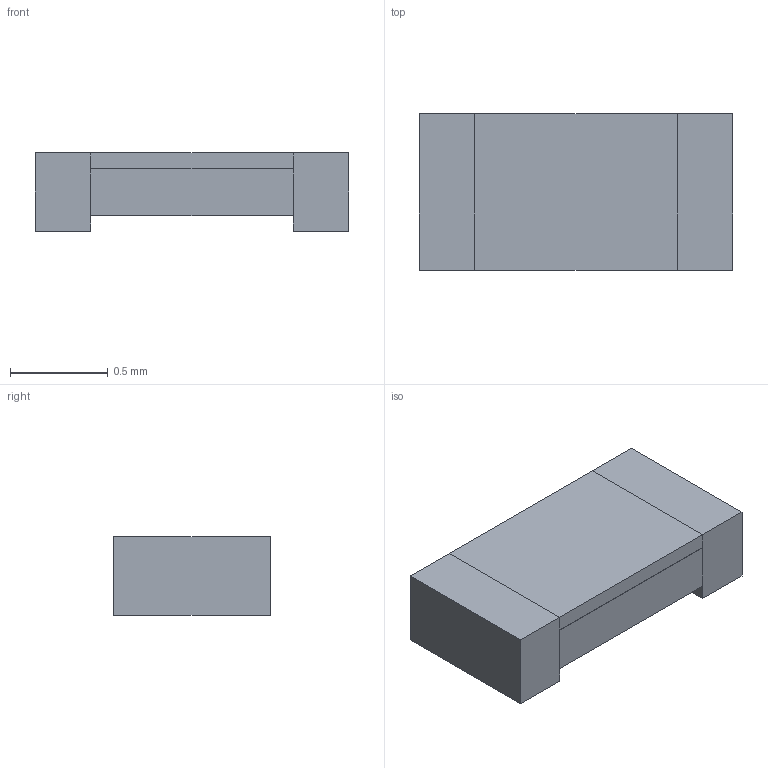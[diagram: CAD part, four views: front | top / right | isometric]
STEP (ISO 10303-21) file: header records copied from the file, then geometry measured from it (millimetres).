
FILE_DESCRIPTION(('FreeCAD Model'),'2;1');
FILE_NAME( 'res_0603.step', '2015-07-15T15:23:10',('Author'),('Robit'), 'Open CASCADE STEP processor 6.8','FreeCAD','Unknown');
FILE_SCHEMA(('AUTOMOTIVE_DESIGN_CC2 { 1 2 10303 214 -1 1 5 4 }'));
Length unit declared in the file: millimetre
Products named in the file (1): res_0603
Bounding box: 1.6 x 0.8 x 0.4 mm (x, y, z)
Volume: 0.4 mm3; surface area: 6.1 mm2
Topology: 1 solids, 1 shells, 22 faces, 50 edges, 28 vertices
Faces by surface type: bspline 22
Entity records: 1303 total; most frequent: CARTESIAN_POINT 462, B_SPLINE_CURVE_WITH_KNOTS 150, ORIENTED_EDGE 100, PCURVE 100, DEFINITIONAL_REPRESENTATION 100, EDGE_CURVE 50, SURFACE_CURVE 50, VERTEX_POINT 28
